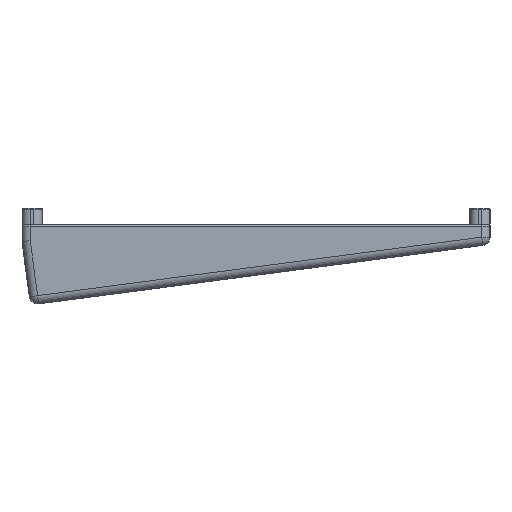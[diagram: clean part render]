
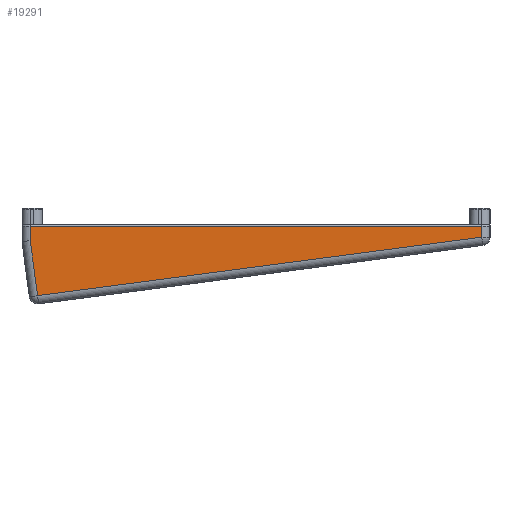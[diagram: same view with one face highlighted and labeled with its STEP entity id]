
A CAD part, left-side view. The second image highlights one B-rep face of the part: STEP entity #19291.
In plain terms, the highlighted planar face has unit normal (-1, 0, 0).
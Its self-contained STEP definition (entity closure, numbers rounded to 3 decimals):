
#1233=PLANE('',#20771);
#1744=FACE_OUTER_BOUND('',#2928,.T.);
#2928=EDGE_LOOP('',(#13941,#13942,#13943,#13944,#13945));
#4260=LINE('',#28582,#5797);
#4282=LINE('',#28716,#5819);
#4283=LINE('',#28718,#5820);
#4285=LINE('',#28729,#5822);
#4286=LINE('',#28732,#5823);
#5797=VECTOR('',#23323,10.);
#5819=VECTOR('',#23449,10.);
#5820=VECTOR('',#23452,10.);
#5822=VECTOR('',#23470,10.);
#5823=VECTOR('',#23475,10.);
#8239=VERTEX_POINT('',#28574);
#8241=VERTEX_POINT('',#28580);
#8269=VERTEX_POINT('',#28698);
#8271=VERTEX_POINT('',#28712);
#8272=VERTEX_POINT('',#28728);
#10330=EDGE_CURVE('',#8241,#8239,#4260,.T.);
#10388=EDGE_CURVE('',#8239,#8271,#4282,.T.);
#10389=EDGE_CURVE('',#8271,#8269,#4283,.T.);
#10394=EDGE_CURVE('',#8269,#8272,#4285,.T.);
#10396=EDGE_CURVE('',#8272,#8241,#4286,.T.);
#13941=ORIENTED_EDGE('',*,*,#10330,.F.);
#13942=ORIENTED_EDGE('',*,*,#10396,.F.);
#13943=ORIENTED_EDGE('',*,*,#10394,.F.);
#13944=ORIENTED_EDGE('',*,*,#10389,.F.);
#13945=ORIENTED_EDGE('',*,*,#10388,.F.);
#19291=ADVANCED_FACE('',(#1744),#1233,.F.);
#20771=AXIS2_PLACEMENT_3D('',#28747,#23489,#23490);
#23323=DIRECTION('',(0.,-1.,0.));
#23449=DIRECTION('',(0.,0.,-1.));
#23452=DIRECTION('',(0.,0.991,-0.131));
#23470=DIRECTION('',(0.,0.131,0.991));
#23475=DIRECTION('',(0.,0.,1.));
#23489=DIRECTION('center_axis',(1.,0.,0.));
#23490=DIRECTION('ref_axis',(0.,1.,0.));
#28574=CARTESIAN_POINT('',(-4.3,-2.65,-7.25));
#28580=CARTESIAN_POINT('',(-4.3,78.85,-7.25));
#28582=CARTESIAN_POINT('',(-4.3,59.225,-7.25));
#28698=CARTESIAN_POINT('',(-4.3,77.545,-19.815));
#28712=CARTESIAN_POINT('',(-4.3,-2.65,-9.257));
#28716=CARTESIAN_POINT('',(-4.3,-2.65,-10.625));
#28718=CARTESIAN_POINT('',(-4.3,17.049,-11.851));
#28728=CARTESIAN_POINT('',(-4.3,78.85,-9.902));
#28729=CARTESIAN_POINT('',(-4.3,77.471,-20.375));
#28732=CARTESIAN_POINT('',(-4.3,78.85,-12.125));
#28747=CARTESIAN_POINT('Origin',(-4.3,38.1,-14.249));
